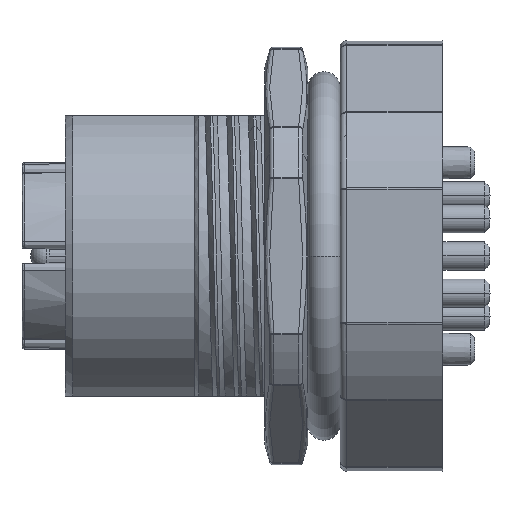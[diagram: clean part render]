
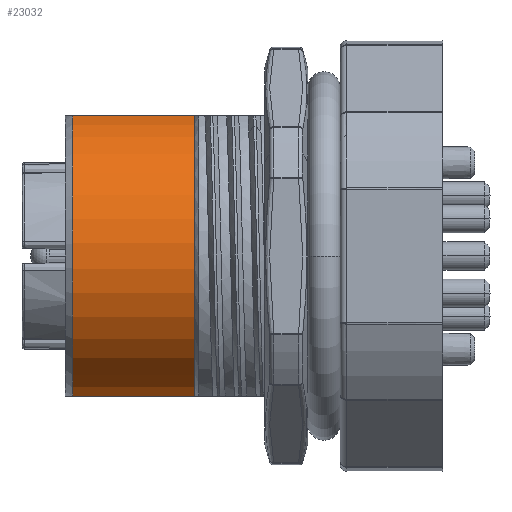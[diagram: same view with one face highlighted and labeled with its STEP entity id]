
A CAD part, front view. The second image highlights one B-rep face of the part: STEP entity #23032.
In plain terms, the highlighted cylindrical face has radius 6.75 mm (diameter 13.5 mm), a partial arc.
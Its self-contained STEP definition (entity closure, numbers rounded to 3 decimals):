
#1243=CARTESIAN_POINT('',(-17.15,-1.82,
-6.5));
#2766=CARTESIAN_POINT('',(-17.15,-1.82,
6.5));
#3694=CARTESIAN_POINT('',(-17.15,0.,
0.));
#3695=DIRECTION('',(1.,0.,0.));
#3696=DIRECTION('',(0.,-0.27,0.963));
#3697=AXIS2_PLACEMENT_3D('',#3694,#3695,#3696);
#3699=DIRECTION('',(1.,0.,0.));
#3700=VECTOR('',#3699,5.65);
#3701=CARTESIAN_POINT('',(-17.15,-1.82,
6.5));
#3702=LINE('',#3701,#3700);
#3703=CARTESIAN_POINT('',(-11.5,0.,0.));
#3704=DIRECTION('',(-1.,0.,0.));
#3705=DIRECTION('',(0.,-0.27,-0.963));
#3706=AXIS2_PLACEMENT_3D('',#3703,#3704,#3705);
#3708=DIRECTION('',(1.,0.,0.));
#3709=VECTOR('',#3708,5.65);
#3710=CARTESIAN_POINT('',(-17.15,-1.82,
-6.5));
#3711=LINE('',#3710,#3709);
#17378=CARTESIAN_POINT('',(-11.5,-1.82,-6.5));
#17379=CARTESIAN_POINT('',(-11.5,-1.82,6.5));
#17380=VERTEX_POINT('',#17378);
#17381=VERTEX_POINT('',#17379);
#17462=VERTEX_POINT('',#2766);
#17463=VERTEX_POINT('',#1243);
#23020=CARTESIAN_POINT('',(-18.19,0.,0.));
#23021=DIRECTION('',(1.,0.,0.));
#23022=DIRECTION('',(0.,0.,1.));
#23023=AXIS2_PLACEMENT_3D('',#23020,#23021,#23022);
#23024=CYLINDRICAL_SURFACE('',#23023,6.75);
#23025=ORIENTED_EDGE('',*,*,#23014,.F.);
#23026=ORIENTED_EDGE('',*,*,#22440,.T.);
#23028=ORIENTED_EDGE('',*,*,#23027,.F.);
#23029=ORIENTED_EDGE('',*,*,#19595,.F.);
#23030=EDGE_LOOP('',(#23025,#23026,#23028,#23029));
#23031=FACE_OUTER_BOUND('',#23030,.F.);
#23032=ADVANCED_FACE('',(#23031),#23024,.T.);
#3698=CIRCLE('',#3697,6.75);
#3707=CIRCLE('',#3706,6.75);
#19595=EDGE_CURVE('',#17463,#17380,#3711,.T.);
#22440=EDGE_CURVE('',#17462,#17381,#3702,.T.);
#23014=EDGE_CURVE('',#17462,#17463,#3698,.T.);
#23027=EDGE_CURVE('',#17380,#17381,#3707,.T.);
